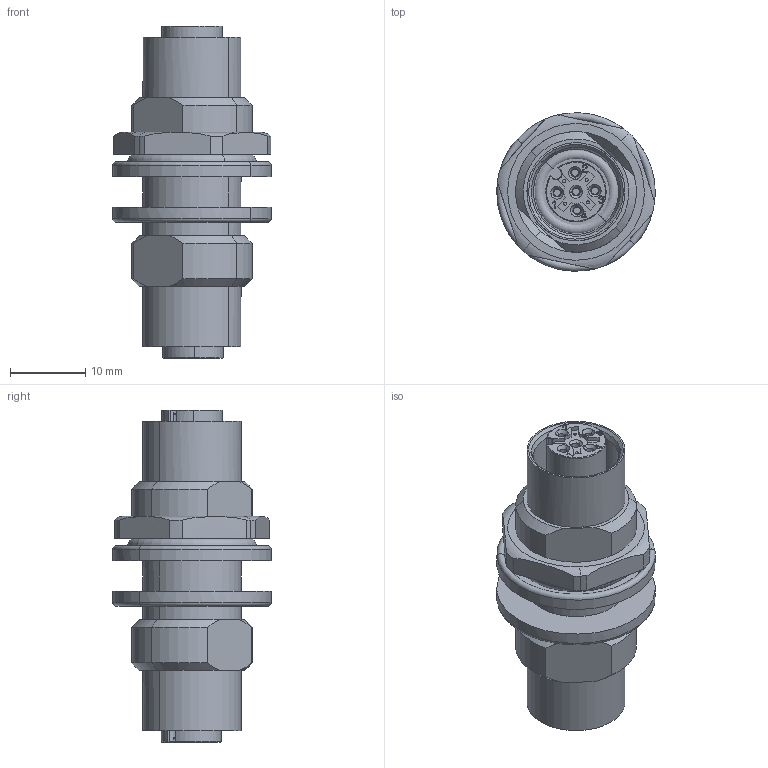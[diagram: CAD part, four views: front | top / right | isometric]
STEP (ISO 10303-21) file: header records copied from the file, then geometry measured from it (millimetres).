
FILE_DESCRIPTION(('CATIA V5 STEP Exchange','CAx-IF Rec.Pracs.--- Model Styling and Organization---1.4--- 2014-01-23'),'2;1');
FILE_NAME ('1917175-4_0_2964480000_2964480000.stp','2024-05-06T05:39:00+00:00',('none'),('Weidmueller'),'CATIA Version 5-6 Release 2016 SP3 HF44','CATIA V5 STEP AP214','none');
FILE_SCHEMA(('AUTOMOTIVE_DESIGN { 1 0 10303 214 1 1 1 1 }'));
Length unit declared in the file: millimetre
Products named in the file (1): 2964480000
Bounding box: 20.99 x 20.99 x 44 mm (x, y, z)
Volume: 7454.4 mm3; surface area: 6970.9 mm2
Topology: 7 solids, 7 shells, 518 faces, 1384 edges, 918 vertices
Faces by surface type: plane 192, cylinder 130, cone 92, bspline 62, torus 42
Entity records: 18808 total; most frequent: CARTESIAN_POINT 7070, ORIENTED_EDGE 2768, DIRECTION 1741, EDGE_CURVE 1384, VERTEX_POINT 918, AXIS2_PLACEMENT_3D 760, EDGE_LOOP 584, B_SPLINE_CURVE_WITH_KNOTS 547
